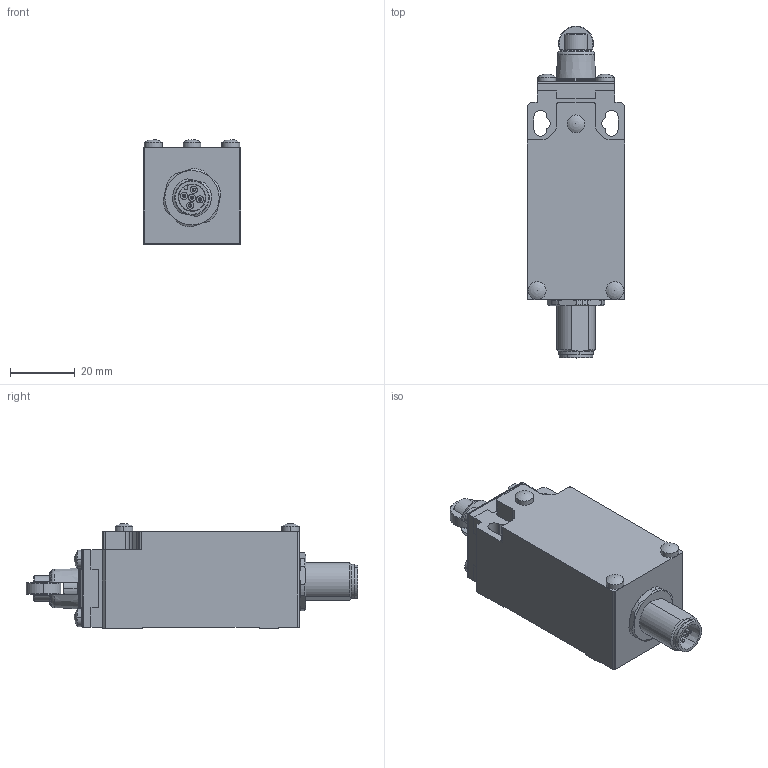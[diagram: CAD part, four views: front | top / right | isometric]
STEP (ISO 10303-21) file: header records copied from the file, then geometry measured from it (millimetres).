
FILE_DESCRIPTION (( 'STEP AP214' ), '1' );
FILE_NAME ('AAM7F12Z11.step', '2019-09-05T21:18:13', ( '' ), ( '' ), 'SwSTEP 2.0', 'SolidWorks 2018', '' );
FILE_SCHEMA (( 'AUTOMOTIVE_DESIGN' ));
Length unit declared in the file: inch
Products named in the file (1): AAM7F12Z11
Bounding box: 30.3 x 102.7 x 32.5 mm (x, y, z)
Volume: 60059.1 mm3; surface area: 16443.8 mm2
Topology: 5 solids, 5 shells, 317 faces, 801 edges, 519 vertices
Faces by surface type: cylinder 133, plane 131, cone 22, torus 20, sphere 11
Entity records: 13876 total; most frequent: CARTESIAN_POINT 1915, DIRECTION 1709, ORIENTED_EDGE 1590, EDGE_CURVE 795, AXIS2_PLACEMENT_3D 658, VERTEX_POINT 516, LINE 393, VECTOR 393
